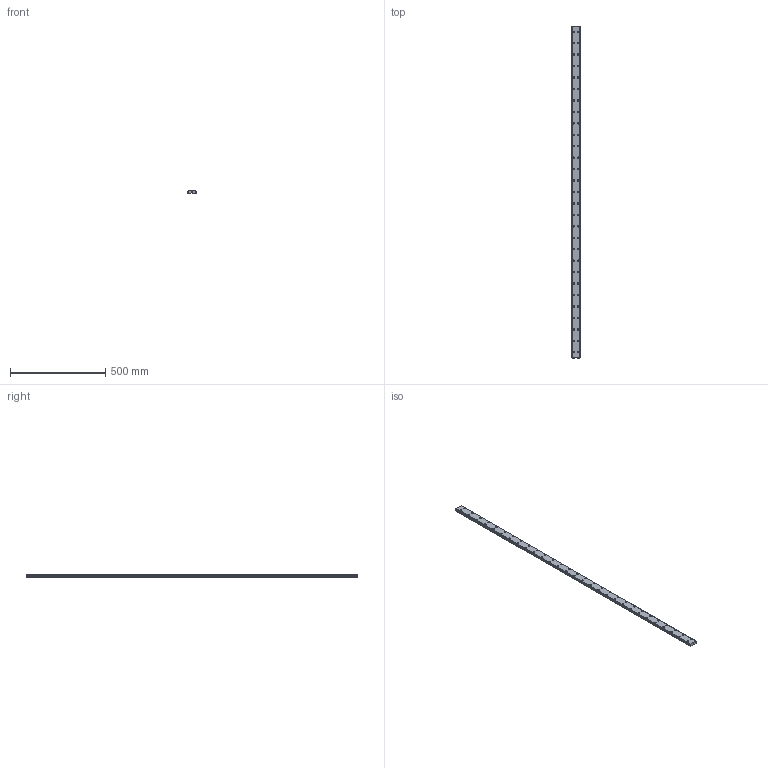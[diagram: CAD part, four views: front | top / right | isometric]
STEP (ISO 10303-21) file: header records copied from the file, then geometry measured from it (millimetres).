
FILE_DESCRIPTION(('STEP AP214'),'1');
FILE_NAME('cctmp_6D7BE140-C303-4965-8308-DEF04F1ED9CD_2021_03_05_15_02_40_0488..stp','2021-03-05T14:02:40',('HIWIN GmbH'),('CADClick - www.CADClick.com'),'Spatial InterOp 3D',' ','unknown authorization');
FILE_SCHEMA(('AUTOMOTIVE_DESIGN'));
Length unit declared in the file: millimetre
Products named in the file (1): WER27R1740H_FILE
Bounding box: 42 x 1740 x 15 mm (x, y, z)
Volume: 1012779.3 mm3; surface area: 219368.6 mm2
Topology: 1 solids, 1 shells, 625 faces, 1335 edges, 890 vertices
Faces by surface type: cylinder 366, plane 259
Entity records: 22245 total; most frequent: DIRECTION 3319, CARTESIAN_POINT 2851, ORIENTED_EDGE 2670, AXIS2_PLACEMENT_3D 1358, EDGE_CURVE 1335, VERTEX_POINT 890, EDGE_LOOP 803, CIRCLE 732
